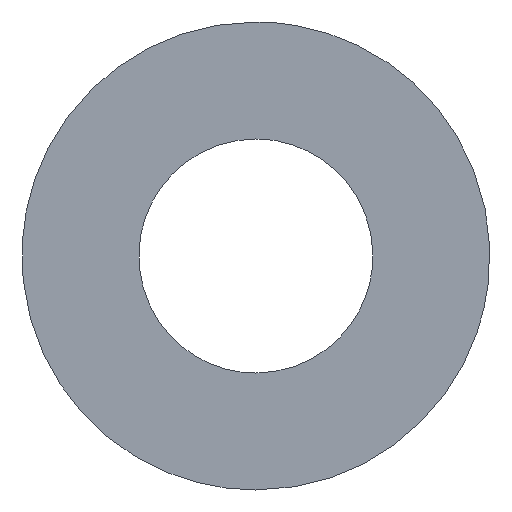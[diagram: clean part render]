
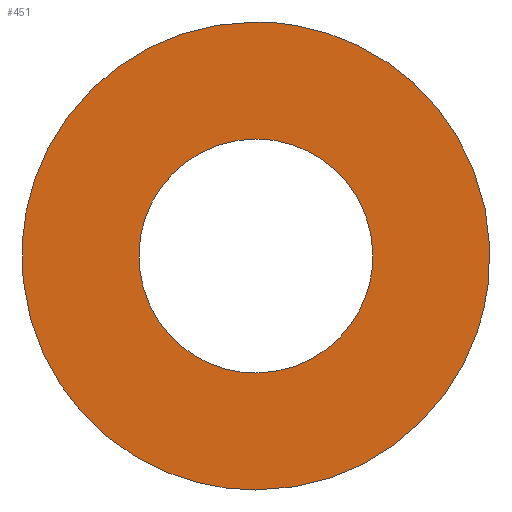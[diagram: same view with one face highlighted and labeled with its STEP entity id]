
A CAD part, front view. The second image highlights one B-rep face of the part: STEP entity #451.
In plain terms, the highlighted free-form (B-spline) face has degree [1, 1] with [2, 2] control points.
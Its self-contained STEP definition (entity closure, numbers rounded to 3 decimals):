
#100=CARTESIAN_POINT('',(-6.089,-1.5,0.372));
#101=VERTEX_POINT('',#100);
#107=CARTESIAN_POINT('',(0.0,-1.5,6.1));
#108=VERTEX_POINT('',#107);
#109=CARTESIAN_POINT('',(0.0,-1.5,6.1));
#110=CARTESIAN_POINT('',(-5.738,-1.5,6.1));
#111=CARTESIAN_POINT('',(-6.089,-1.5,0.372));
#119=(BOUNDED_CURVE()B_SPLINE_CURVE(2,(#109,#110,#111),.UNSPECIFIED.,.F.,.U.)B_SPLINE_CURVE_WITH_KNOTS((3,3),(0.5,0.739),.UNSPECIFIED.)CURVE()GEOMETRIC_REPRESENTATION_ITEM()RATIONAL_B_SPLINE_CURVE((1.0,0.72,0.976))REPRESENTATION_ITEM(''));
#120=EDGE_CURVE('',#108,#101,#119,.T.);
#122=CARTESIAN_POINT('',(6.057,-1.5,-0.72));
#123=VERTEX_POINT('',#122);
#124=CARTESIAN_POINT('',(6.057,-1.5,-0.72));
#125=CARTESIAN_POINT('',(6.1,-1.5,-0.361));
#126=CARTESIAN_POINT('',(6.1,-1.5,0.));
#127=CARTESIAN_POINT('',(6.1,-1.5,6.1));
#128=CARTESIAN_POINT('',(0.0,-1.5,6.1));
#136=(BOUNDED_CURVE()B_SPLINE_CURVE(2,(#124,#125,#126,#127,#128),.UNSPECIFIED.,.F.,.U.)B_SPLINE_CURVE_WITH_KNOTS((3,2,3),(0.23,0.25,0.5),.UNSPECIFIED.)CURVE()GEOMETRIC_REPRESENTATION_ITEM()RATIONAL_B_SPLINE_CURVE((0.956,0.976,1.0,0.707,1.0))REPRESENTATION_ITEM(''));
#137=EDGE_CURVE('',#123,#108,#136,.T.);
#181=CARTESIAN_POINT('',(0.0,-1.5,-6.1));
#182=VERTEX_POINT('',#181);
#183=CARTESIAN_POINT('',(0.0,-1.5,-6.1));
#184=CARTESIAN_POINT('',(5.418,-1.5,-6.1));
#185=CARTESIAN_POINT('',(6.057,-1.5,-0.72));
#193=(BOUNDED_CURVE()B_SPLINE_CURVE(2,(#183,#184,#185),.UNSPECIFIED.,.F.,.U.)B_SPLINE_CURVE_WITH_KNOTS((3,3),(0.0,0.23),.UNSPECIFIED.)CURVE()GEOMETRIC_REPRESENTATION_ITEM()RATIONAL_B_SPLINE_CURVE((1.0,0.731,0.956))REPRESENTATION_ITEM(''));
#194=EDGE_CURVE('',#182,#123,#193,.T.);
#196=CARTESIAN_POINT('',(-6.089,-1.5,0.372));
#197=CARTESIAN_POINT('',(-6.1,-1.5,0.186));
#198=CARTESIAN_POINT('',(-6.1,-1.5,0.));
#199=CARTESIAN_POINT('',(-6.1,-1.5,-6.1));
#200=CARTESIAN_POINT('',(0.0,-1.5,-6.1));
#208=(BOUNDED_CURVE()B_SPLINE_CURVE(2,(#196,#197,#198,#199,#200),.UNSPECIFIED.,.F.,.U.)B_SPLINE_CURVE_WITH_KNOTS((3,2,3),(0.739,0.75,1.0),.UNSPECIFIED.)CURVE()GEOMETRIC_REPRESENTATION_ITEM()RATIONAL_B_SPLINE_CURVE((0.976,0.988,1.0,0.707,1.0))REPRESENTATION_ITEM(''));
#209=EDGE_CURVE('',#101,#182,#208,.T.);
#271=CARTESIAN_POINT('',(3.029,-1.5,-0.36));
#272=VERTEX_POINT('',#271);
#278=CARTESIAN_POINT('',(0.0,-1.5,3.05));
#279=VERTEX_POINT('',#278);
#280=CARTESIAN_POINT('',(3.029,-1.5,-0.36));
#281=CARTESIAN_POINT('',(3.05,-1.5,-0.181));
#282=CARTESIAN_POINT('',(3.05,-1.5,0.));
#283=CARTESIAN_POINT('',(3.05,-1.5,3.05));
#284=CARTESIAN_POINT('',(0.0,-1.5,3.05));
#292=(BOUNDED_CURVE()B_SPLINE_CURVE(2,(#280,#281,#282,#283,#284),.UNSPECIFIED.,.F.,.U.)B_SPLINE_CURVE_WITH_KNOTS((3,2,3),(0.23,0.25,0.5),.UNSPECIFIED.)CURVE()GEOMETRIC_REPRESENTATION_ITEM()RATIONAL_B_SPLINE_CURVE((0.956,0.976,1.0,0.707,1.0))REPRESENTATION_ITEM(''));
#293=EDGE_CURVE('',#272,#279,#292,.T.);
#295=CARTESIAN_POINT('',(-3.044,-1.5,0.186));
#296=VERTEX_POINT('',#295);
#297=CARTESIAN_POINT('',(0.0,-1.5,3.05));
#298=CARTESIAN_POINT('',(-2.869,-1.5,3.05));
#299=CARTESIAN_POINT('',(-3.044,-1.5,0.186));
#307=(BOUNDED_CURVE()B_SPLINE_CURVE(2,(#297,#298,#299),.UNSPECIFIED.,.F.,.U.)B_SPLINE_CURVE_WITH_KNOTS((3,3),(0.5,0.739),.UNSPECIFIED.)CURVE()GEOMETRIC_REPRESENTATION_ITEM()RATIONAL_B_SPLINE_CURVE((1.0,0.72,0.976))REPRESENTATION_ITEM(''));
#308=EDGE_CURVE('',#279,#296,#307,.T.);
#382=CARTESIAN_POINT('',(0.0,-1.5,-3.05));
#383=VERTEX_POINT('',#382);
#384=CARTESIAN_POINT('',(-3.044,-1.5,0.186));
#385=CARTESIAN_POINT('',(-3.05,-1.5,0.093));
#386=CARTESIAN_POINT('',(-3.05,-1.5,0.));
#387=CARTESIAN_POINT('',(-3.05,-1.5,-3.05));
#388=CARTESIAN_POINT('',(0.0,-1.5,-3.05));
#396=(BOUNDED_CURVE()B_SPLINE_CURVE(2,(#384,#385,#386,#387,#388),.UNSPECIFIED.,.F.,.U.)B_SPLINE_CURVE_WITH_KNOTS((3,2,3),(0.739,0.75,1.0),.UNSPECIFIED.)CURVE()GEOMETRIC_REPRESENTATION_ITEM()RATIONAL_B_SPLINE_CURVE((0.976,0.988,1.0,0.707,1.0))REPRESENTATION_ITEM(''));
#397=EDGE_CURVE('',#296,#383,#396,.T.);
#399=CARTESIAN_POINT('',(0.0,-1.5,-3.05));
#400=CARTESIAN_POINT('',(2.709,-1.5,-3.05));
#401=CARTESIAN_POINT('',(3.029,-1.5,-0.36));
#409=(BOUNDED_CURVE()B_SPLINE_CURVE(2,(#399,#400,#401),.UNSPECIFIED.,.F.,.U.)B_SPLINE_CURVE_WITH_KNOTS((3,3),(0.0,0.23),.UNSPECIFIED.)CURVE()GEOMETRIC_REPRESENTATION_ITEM()RATIONAL_B_SPLINE_CURVE((1.0,0.731,0.956))REPRESENTATION_ITEM(''));
#410=EDGE_CURVE('',#383,#272,#409,.T.);
#434=CARTESIAN_POINT('',(-6.709,-1.5,-6.709));
#435=CARTESIAN_POINT('',(-6.709,-1.5,6.709));
#436=CARTESIAN_POINT('',(6.709,-1.5,-6.709));
#437=CARTESIAN_POINT('',(6.709,-1.5,6.709));
#438=B_SPLINE_SURFACE_WITH_KNOTS('',1,1,((#434,#436),(#435,#437)),.UNSPECIFIED.,.F.,.F.,.U.,(2,2),(2,2),(0.0,13.419),(0.0,13.419),.UNSPECIFIED.);
#439=ORIENTED_EDGE('',*,*,#194,.T.);
#440=ORIENTED_EDGE('',*,*,#137,.T.);
#441=ORIENTED_EDGE('',*,*,#120,.T.);
#442=ORIENTED_EDGE('',*,*,#209,.T.);
#443=EDGE_LOOP('',(#439,#440,#441,#442));
#444=FACE_OUTER_BOUND('',#443,.T.);
#445=ORIENTED_EDGE('',*,*,#308,.F.);
#446=ORIENTED_EDGE('',*,*,#293,.F.);
#447=ORIENTED_EDGE('',*,*,#410,.F.);
#448=ORIENTED_EDGE('',*,*,#397,.F.);
#449=EDGE_LOOP('',(#445,#446,#447,#448));
#450=FACE_BOUND('',#449,.T.);
#451=ADVANCED_FACE('',(#444,#450),#438,.F.);
